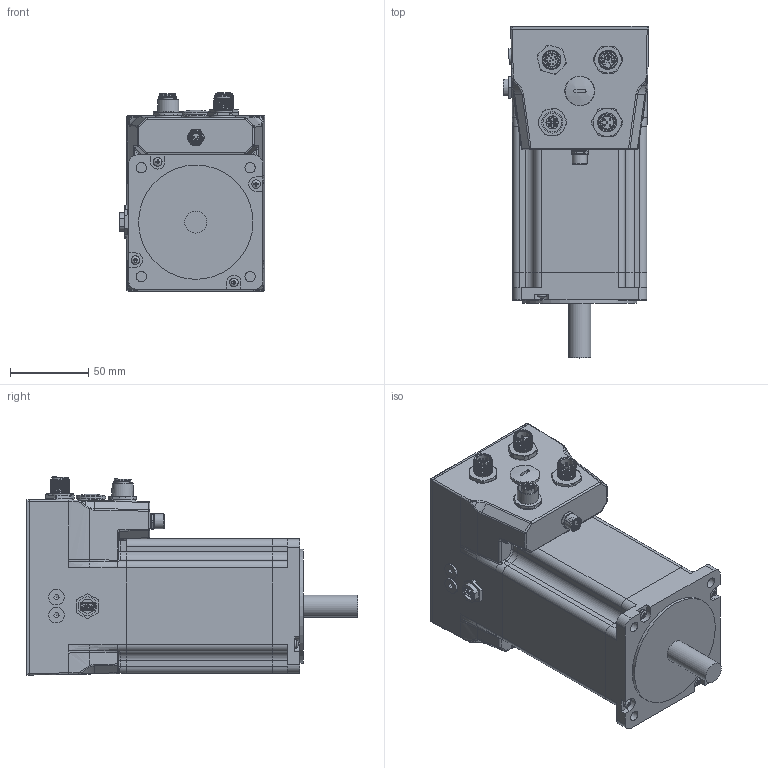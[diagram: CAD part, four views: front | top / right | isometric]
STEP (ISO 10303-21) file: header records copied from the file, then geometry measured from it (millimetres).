
FILE_DESCRIPTION(/* description */ (''),/* implementation_level */ '2;1');
FILE_NAME(/* name */ 'PD6-E891L95-E-65-5.stp',/* time_stamp */ '2022-09-08T10:52:31+02:00',/* author */ ('angelika.schneid'),/* organization */ (''),/* preprocessor_version */ 'ST-DEVELOPER v17.2',/* originating_system */ 'Autodesk Inventor 2019',/* authorisation */ '');
FILE_SCHEMA (('AUTOMOTIVE_DESIGN { 1 0 10303 214 3 1 1 }'));
Products named in the file (1): PD6-E891x95-E-65-x
Bounding box: 92.86 x 212 x 126.61 mm (x, y, z)
Volume: 1016851.7 mm3; surface area: 162474.3 mm2
Topology: 28 solids, 28 shells, 2168 faces, 5641 edges, 3627 vertices
Faces by surface type: plane 942, cylinder 797, bspline 196, cone 128, sphere 68, torus 37
Full cylindrical faces by diameter (mm): 0.6 x12, 1 x17, 1.2 x8, 1.5 x4, 1.55 x3, 1.6 x13, 2 x4, 2.013 x5, 2.459 x4, 2.845 x5, 2.997 x5, 3 x8, 3.1 x5, 3.2 x4, 3.242 x4, 3.81 x5, 4.7 x5, 4.917 x2, 5.5 x8, 5.6 x2, 6 x2, 6.25 x1, 6.6 x4, 6.75 x1, 6.9 x2, 7.13 x5, 8.1 x1, 8.2 x5, 9.2 x1, 9.6 x1
Entity records: 101899 total; most frequent: CARTESIAN_POINT 47699, ORIENTED_EDGE 11140, DIRECTION 10529, EDGE_CURVE 5570, AXIS2_PLACEMENT_3D 3857, VERTEX_POINT 3627, LINE 2815, VECTOR 2815
